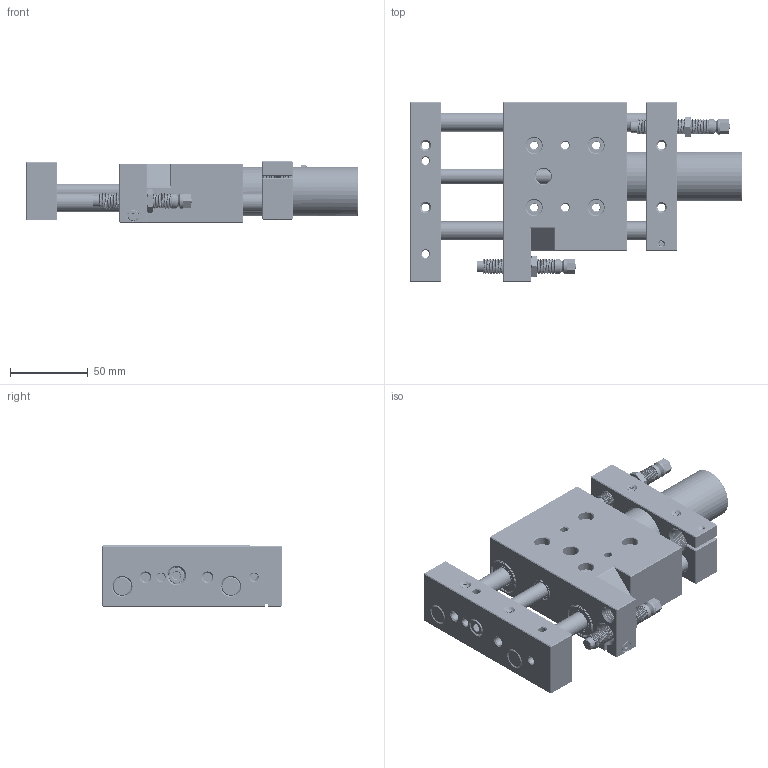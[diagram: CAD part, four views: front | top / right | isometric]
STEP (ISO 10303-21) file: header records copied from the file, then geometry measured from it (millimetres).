
FILE_DESCRIPTION(/* description */ (''),/* implementation_level */ '2;1');
FILE_NAME(/* name */ 'f299f0e1-f97e-402c-b2af-bfdfc185b3f5.stp',/* time_stamp */ '2019-10-22T11:37:50+00:00',/* author */ (''),/* organization */ (''),/* preprocessor_version */ 'ST-DEVELOPER v18',/* originating_system */ 'Autodesk Translation Framework v8.6.0.1094',/* authorisation */ '');
FILE_SCHEMA (('AUTOMOTIVE_DESIGN { 1 0 10303 214 3 1 1 }'));
Products named in the file (19): ML 26/50; Body_part_1; Body_part_2; Body_part_3; Linear_bearing_10; 61205K76; Linear_bearing_12; Rod_3; Stop_part; Rod_1; AS 10/50; AS 10/50_1; Hex_nut_M10; Screw_M10; Socket_screw_M4; Rod_middle_2; Socket_screw_M6; Set_screw_M5; Socket_screw_M4 (1)
Assembly tree (30 placements, depth 3):
  ML 26/50
    Body_part_1
    Body_part_2
    Body_part_3
    Linear_bearing_10
      61205K76
    Linear_bearing_12  x4
    Rod_3
    Stop_part  x4
    Rod_1  x2
    AS 10/50
      Hex_nut_M10
      Screw_M10
    AS 10/50_1
      Hex_nut_M10
      Screw_M10
    Socket_screw_M4
    Rod_middle_2
    Socket_screw_M6
    Set_screw_M5  x4
    Socket_screw_M4 (1)
Bounding box: 214 x 116 x 39.5 mm (x, y, z)
Volume: 500815.6 mm3; surface area: 139645.9 mm2
Topology: 27 solids, 27 shells, 3445 faces, 9862 edges, 6416 vertices
Faces by surface type: cylinder 2087, bspline 499, plane 485, cone 190, sphere 180, torus 4
Full cylindrical faces by diameter (mm): 0.778 x20, 3 x3, 3.091 x19, 3.332 x71, 3.961 x20, 4 x35, 4.109 x71, 4.234 x10, 4.701 x4, 5 x22, 5.029 x18, 5.035 x274, 5.12 x8, 5.596 x20, 6 x9, 6.147 x274, 7 x2, 7.5 x3, 8 x9, 8.526 x18, 8.744 x106, 8.78 x19, 8.913 x6, 9.036 x18, 9.884 x104, 10 x17, 10.147 x17, 10.161 x8, 10.17 x18, 10.198 x17
Entity records: 167831 total; most frequent: CARTESIAN_POINT 114713, ORIENTED_EDGE 12602, DIRECTION 8313, EDGE_CURVE 6301, VERTEX_POINT 4091, AXIS2_PLACEMENT_3D 3142, B_SPLINE_CURVE_WITH_KNOTS 3109, EDGE_LOOP 2678
